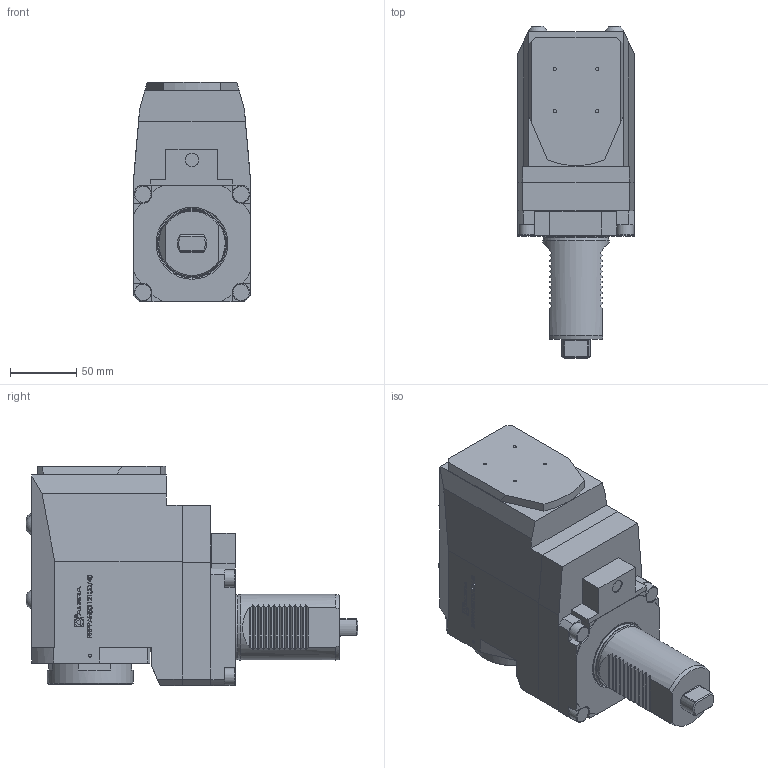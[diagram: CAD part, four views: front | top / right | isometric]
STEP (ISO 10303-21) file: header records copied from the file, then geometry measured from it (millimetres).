
FILE_DESCRIPTION (( 'STEP AP214' ), '1' );
FILE_NAME ('RRPPAH50I121UD40.STEP', '2025-11-17T07:38:19', ( '' ), ( '' ), 'SwSTEP 2.0', 'SolidWorks 2023', '' );
FILE_SCHEMA (( 'AUTOMOTIVE_DESIGN' ));
Length unit declared in the file: millimetre
Products named in the file (1): RRPPAH50I121UD40
Bounding box: 88 x 250.4 x 165.5 mm (x, y, z)
Volume: 2009910.9 mm3; surface area: 116996.7 mm2
Topology: 1 solids, 1 shells, 611 faces, 1603 edges, 1061 vertices
Faces by surface type: plane 430, cylinder 87, bspline 77, torus 7, cone 6, sphere 4
Full cylindrical faces by diameter (mm): 1.7 x1, 2.1 x1, 6.366 x1, 10 x1, 13 x4, 14 x4, 48.7 x1, 50 x1, 65 x1
Entity records: 27517 total; most frequent: CARTESIAN_POINT 9848, ORIENTED_EDGE 3142, DIRECTION 2499, EDGE_CURVE 1571, LINE 1105, VECTOR 1105, VERTEX_POINT 1054, EDGE_LOOP 703
